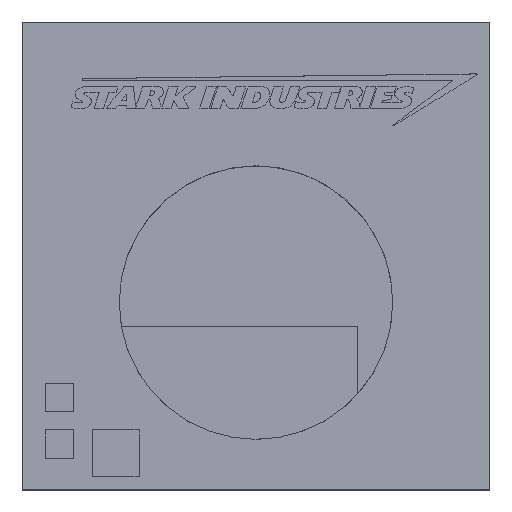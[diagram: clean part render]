
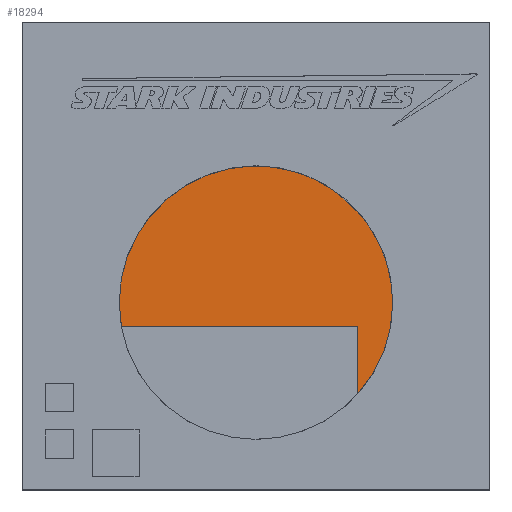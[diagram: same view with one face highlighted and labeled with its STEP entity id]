
A CAD part, top view. The second image highlights one B-rep face of the part: STEP entity #18294.
In plain terms, the highlighted planar face has unit normal (0, 0, 1).
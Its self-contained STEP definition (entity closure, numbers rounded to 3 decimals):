
#16=CIRCLE('',#18912,58.5);
#18=CIRCLE('',#18914,58.5);
#2550=FACE_OUTER_BOUND('',#3572,.T.);
#3572=EDGE_LOOP('',(#15228,#15229,#15230,#15231,#15232,#15233));
#4946=LINE('',#29874,#6504);
#4975=LINE('',#29931,#6533);
#4980=LINE('',#29953,#6538);
#4981=LINE('',#29954,#6539);
#6504=VECTOR('',#20510,10.);
#6533=VECTOR('',#20557,10.);
#6538=VECTOR('',#20578,10.);
#6539=VECTOR('',#20579,10.);
#8240=VERTEX_POINT('',#29871);
#8241=VERTEX_POINT('',#29873);
#8260=VERTEX_POINT('',#29928);
#8262=VERTEX_POINT('',#29935);
#8264=VERTEX_POINT('',#29940);
#8269=VERTEX_POINT('',#29952);
#10682=EDGE_CURVE('',#8241,#8240,#4946,.T.);
#10711=EDGE_CURVE('',#8260,#8241,#4975,.T.);
#10713=EDGE_CURVE('',#8260,#8262,#16,.T.);
#10716=EDGE_CURVE('',#8262,#8264,#18,.T.);
#10722=EDGE_CURVE('',#8240,#8269,#4980,.T.);
#10723=EDGE_CURVE('',#8269,#8264,#4981,.T.);
#15228=ORIENTED_EDGE('',*,*,#10722,.T.);
#15229=ORIENTED_EDGE('',*,*,#10723,.T.);
#15230=ORIENTED_EDGE('',*,*,#10716,.F.);
#15231=ORIENTED_EDGE('',*,*,#10713,.F.);
#15232=ORIENTED_EDGE('',*,*,#10711,.T.);
#15233=ORIENTED_EDGE('',*,*,#10682,.T.);
#17540=PLANE('',#18917);
#18294=ADVANCED_FACE('',(#2550),#17540,.T.);
#18912=AXIS2_PLACEMENT_3D('',#29936,#20562,#20563);
#18914=AXIS2_PLACEMENT_3D('',#29941,#20567,#20568);
#18917=AXIS2_PLACEMENT_3D('',#29951,#20576,#20577);
#20510=DIRECTION('',(0.,-1.,0.));
#20557=DIRECTION('',(-1.,0.,0.));
#20562=DIRECTION('center_axis',(0.,0.,-1.));
#20563=DIRECTION('ref_axis',(1.,0.,0.));
#20567=DIRECTION('center_axis',(0.,0.,-1.));
#20568=DIRECTION('ref_axis',(1.,0.,0.));
#20576=DIRECTION('center_axis',(0.,0.,1.));
#20577=DIRECTION('ref_axis',(1.,0.,0.));
#20578=DIRECTION('',(1.,0.,0.));
#20579=DIRECTION('',(0.,-1.,0.));
#29871=CARTESIAN_POINT('',(-16.419,-25.543,40.));
#29873=CARTESIAN_POINT('',(-16.419,-16.008,40.));
#29874=CARTESIAN_POINT('',(-16.419,-31.008,40.));
#29928=CARTESIAN_POINT('',(16.502,-16.008,40.));
#29931=CARTESIAN_POINT('',(8.581,-16.008,40.));
#29935=CARTESIAN_POINT('',(16.5,-15.543,40.));
#29936=CARTESIAN_POINT('Origin',(75.,-15.543,40.));
#29940=CARTESIAN_POINT('',(118.581,-54.567,40.));
#29941=CARTESIAN_POINT('Origin',(75.,-15.543,40.));
#29951=CARTESIAN_POINT('Origin',(75.,-15.543,40.));
#29952=CARTESIAN_POINT('',(118.581,-25.543,40.));
#29953=CARTESIAN_POINT('',(51.791,-25.543,40.));
#29954=CARTESIAN_POINT('',(118.581,-55.543,40.));
